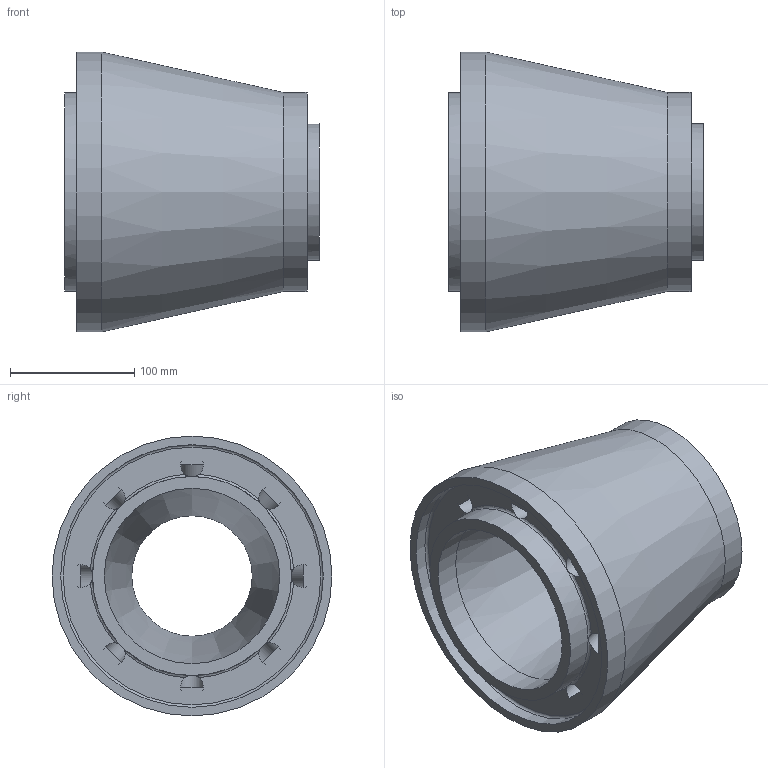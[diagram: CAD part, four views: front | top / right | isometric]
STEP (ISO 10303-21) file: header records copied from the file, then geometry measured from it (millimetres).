
FILE_DESCRIPTION(/* description */ ('STEP AP203'),/* implementation_level */ '2;1');
FILE_NAME(/* name */ 'AGRU_70198161137_Poly-Flo Reducer_concentric_PE 100-RC black_225_160-160_110 SDR33_17 (architecture400)',/* time_stamp */ '2022-10-26T14:50:50+02:00',/* author */ ('License CC BY-ND 4.0'),/* organization */ ('CADENAS'),/* preprocessor_version */ 'ST-DEVELOPER v18.102',/* originating_system */ 'PARTsolutions',/* authorisation */ ' ');
FILE_SCHEMA (('CONFIG_CONTROL_DESIGN'));
Length unit declared in the file: millimetre
Products named in the file (1): AGRU_70198161137_Poly-Flo Reducer_concentric_PE 100-RC black_225/160-
160/110  SDR33/17 (architecture400)
Bounding box: 205 x 225 x 225 mm (x, y, z)
Volume: 2821519.9 mm3; surface area: 337563.7 mm2
Topology: 1 solids, 1 shells, 58 faces, 181 edges, 113 vertices
Faces by surface type: plane 22, torus 18, cylinder 16, cone 2
Full cylindrical faces by diameter (mm): 18.273 x8, 96.8 x1, 110 x1, 141 x1, 150.2 x1, 160 x2, 211.2 x1, 225 x1
Entity records: 2050 total; most frequent: CARTESIAN_POINT 539, DIRECTION 318, ORIENTED_EDGE 304, AXIS2_PLACEMENT_3D 155, EDGE_CURVE 152, VERTEX_POINT 104, EDGE_LOOP 84, FACE_BOUND 84
